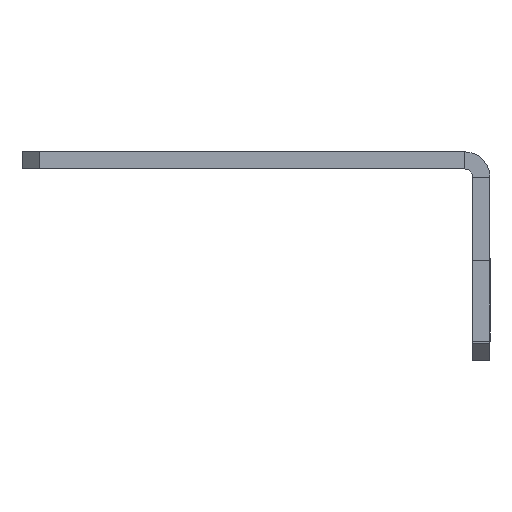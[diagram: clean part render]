
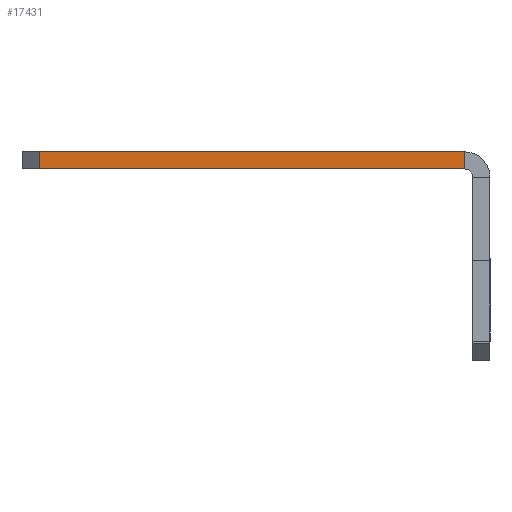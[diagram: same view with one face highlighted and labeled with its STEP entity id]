
A CAD part, front view. The second image highlights one B-rep face of the part: STEP entity #17431.
In plain terms, the highlighted planar face has unit normal (0, -1, 0).
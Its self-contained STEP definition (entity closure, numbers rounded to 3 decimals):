
#1909 = VERTEX_POINT ( 'NONE', #11004 ) ;
#1950 = DIRECTION ( 'NONE',  ( 0., 0., -1. ) ) ;
#2158 = EDGE_CURVE ( 'NONE', #9780, #3815, #12302, .T. ) ;
#2460 = EDGE_LOOP ( 'NONE', ( #30600, #2962, #17964, #19270 ) ) ;
#2962 = ORIENTED_EDGE ( 'NONE', *, *, #22596, .T. ) ;
#3689 = VECTOR ( 'NONE', #31801, 1000. ) ;
#3815 = VERTEX_POINT ( 'NONE', #29540 ) ;
#4089 = FACE_OUTER_BOUND ( 'NONE', #2460, .T. ) ;
#4539 = LINE ( 'NONE', #32125, #3689 ) ;
#6551 = CARTESIAN_POINT ( 'NONE',  ( -3., -1047., 12.25 ) ) ;
#7290 = LINE ( 'NONE', #19482, #31806 ) ;
#9780 = VERTEX_POINT ( 'NONE', #14345 ) ;
#10339 = CARTESIAN_POINT ( 'NONE',  ( 0., -1047., 10.25 ) ) ;
#11004 = CARTESIAN_POINT ( 'NONE',  ( -3., -1047., 12.25 ) ) ;
#11865 = DIRECTION ( 'NONE',  ( 0., -1., 0. ) ) ;
#12302 = LINE ( 'NONE', #10339, #19538 ) ;
#14345 = CARTESIAN_POINT ( 'NONE',  ( -3., -1047., 10.25 ) ) ;
#14737 = DIRECTION ( 'NONE',  ( -1., 0., 0. ) ) ;
#16734 = DIRECTION ( 'NONE',  ( 1., 0., 0. ) ) ;
#17431 = ADVANCED_FACE ( 'NONE', ( #4089 ), #26480, .T. ) ;
#17964 = ORIENTED_EDGE ( 'NONE', *, *, #2158, .F. ) ;
#18417 = VECTOR ( 'NONE', #28628, 1000. ) ;
#19270 = ORIENTED_EDGE ( 'NONE', *, *, #27641, .T. ) ;
#19482 = CARTESIAN_POINT ( 'NONE',  ( -53., -1047., 12.25 ) ) ;
#19538 = VECTOR ( 'NONE', #14737, 1000. ) ;
#19628 = EDGE_CURVE ( 'NONE', #1909, #23642, #4539, .T. ) ;
#22596 = EDGE_CURVE ( 'NONE', #23642, #3815, #7290, .T. ) ;
#23642 = VERTEX_POINT ( 'NONE', #23740 ) ;
#23740 = CARTESIAN_POINT ( 'NONE',  ( -53., -1047., 12.25 ) ) ;
#24397 = AXIS2_PLACEMENT_3D ( 'NONE', #31355, #11865, #16734 ) ;
#26480 = PLANE ( 'NONE',  #24397 ) ;
#27641 = EDGE_CURVE ( 'NONE', #9780, #1909, #31546, .T. ) ;
#28628 = DIRECTION ( 'NONE',  ( 0., 0., 1. ) ) ;
#29540 = CARTESIAN_POINT ( 'NONE',  ( -53., -1047., 10.25 ) ) ;
#30600 = ORIENTED_EDGE ( 'NONE', *, *, #19628, .T. ) ;
#31355 = CARTESIAN_POINT ( 'NONE',  ( -55., -1047., 12.25 ) ) ;
#31546 = LINE ( 'NONE', #6551, #18417 ) ;
#31801 = DIRECTION ( 'NONE',  ( -1., 0., 0. ) ) ;
#31806 = VECTOR ( 'NONE', #1950, 1000. ) ;
#32125 = CARTESIAN_POINT ( 'NONE',  ( -55., -1047., 12.25 ) ) ;
